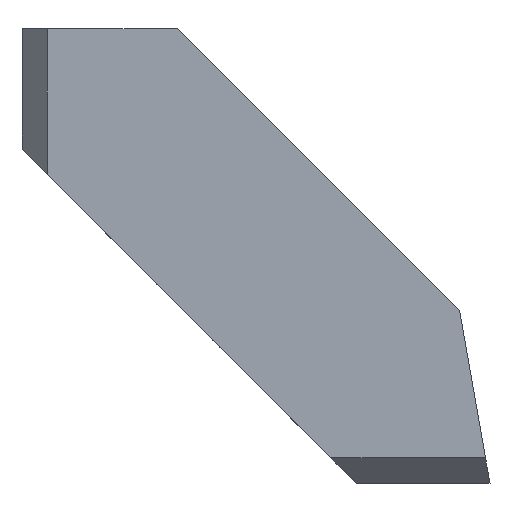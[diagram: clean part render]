
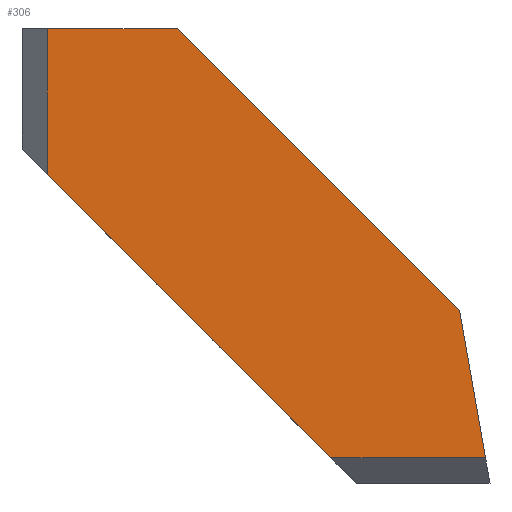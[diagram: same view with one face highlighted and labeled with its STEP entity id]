
A CAD part, front view. The second image highlights one B-rep face of the part: STEP entity #306.
In plain terms, the highlighted planar face has unit normal (0, -1, 0).
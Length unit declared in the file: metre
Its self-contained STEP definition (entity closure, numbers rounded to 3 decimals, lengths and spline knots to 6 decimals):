
#50=ORIENTED_EDGE('',*,*,#120,.T.);
#51=ORIENTED_EDGE('',*,*,#125,.T.);
#52=ORIENTED_EDGE('',*,*,#126,.F.);
#53=ORIENTED_EDGE('',*,*,#127,.T.);
#54=ORIENTED_EDGE('',*,*,#128,.F.);
#55=ORIENTED_EDGE('',*,*,#129,.T.);
#120=EDGE_CURVE('',#159,#158,#184,.T.);
#125=EDGE_CURVE('',#158,#162,#189,.T.);
#126=EDGE_CURVE('',#163,#162,#190,.T.);
#127=EDGE_CURVE('',#163,#164,#191,.T.);
#128=EDGE_CURVE('',#165,#164,#192,.T.);
#129=EDGE_CURVE('',#165,#159,#193,.T.);
#158=VERTEX_POINT('',#468);
#159=VERTEX_POINT('',#470);
#162=VERTEX_POINT('',#479);
#163=VERTEX_POINT('',#481);
#164=VERTEX_POINT('',#483);
#165=VERTEX_POINT('',#485);
#184=LINE('',#469,#214);
#189=LINE('',#478,#219);
#190=LINE('',#480,#220);
#191=LINE('',#482,#221);
#192=LINE('',#484,#222);
#193=LINE('',#486,#223);
#214=VECTOR('',#379,1.);
#219=VECTOR('',#386,1.);
#220=VECTOR('',#387,1.);
#221=VECTOR('',#388,1.);
#222=VECTOR('',#389,1.);
#223=VECTOR('',#390,1.);
#240=EDGE_LOOP('',(#50,#51,#52,#53,#54,#55));
#268=FACE_BOUND('',#240,.T.);
#294=PLANE('',#339);
#306=ADVANCED_FACE('',(#268),#294,.F.);
#339=AXIS2_PLACEMENT_3D('',#477,#384,#385);
#379=DIRECTION('',(0.707,0.,-0.707));
#384=DIRECTION('',(0.,1.,0.));
#385=DIRECTION('',(0.,0.,1.));
#386=DIRECTION('',(1.,0.,0.));
#387=DIRECTION('',(0.174,0.,-0.985));
#388=DIRECTION('',(-0.707,0.,0.707));
#389=DIRECTION('',(1.,0.,0.));
#390=DIRECTION('',(0.,0.,-1.));
#468=CARTESIAN_POINT('',(0.128138,-0.02,0.083046));
#469=CARTESIAN_POINT('',(0.122598,-0.02,0.088586));
#470=CARTESIAN_POINT('',(0.117012,-0.02,0.094172));
#477=CARTESIAN_POINT('',(0.134958,-0.02,0.100946));
#478=CARTESIAN_POINT('',(0.137533,-0.02,0.083046));
#479=CARTESIAN_POINT('',(0.134209,-0.02,0.083046));
#480=CARTESIAN_POINT('',(0.13117,-0.02,0.100278));
#481=CARTESIAN_POINT('',(0.133191,-0.02,0.088822));
#482=CARTESIAN_POINT('',(0.128012,-0.02,0.094));
#483=CARTESIAN_POINT('',(0.122112,-0.02,0.0999));
#484=CARTESIAN_POINT('',(0.134958,-0.02,0.0999));
#485=CARTESIAN_POINT('',(0.117012,-0.02,0.0999));
#486=CARTESIAN_POINT('',(0.117012,-0.02,0.095172));
